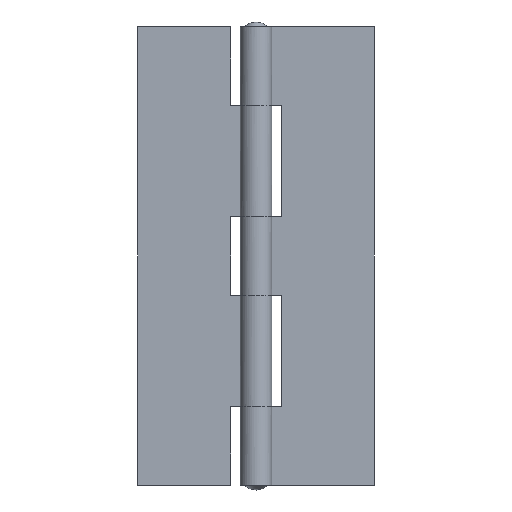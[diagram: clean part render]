
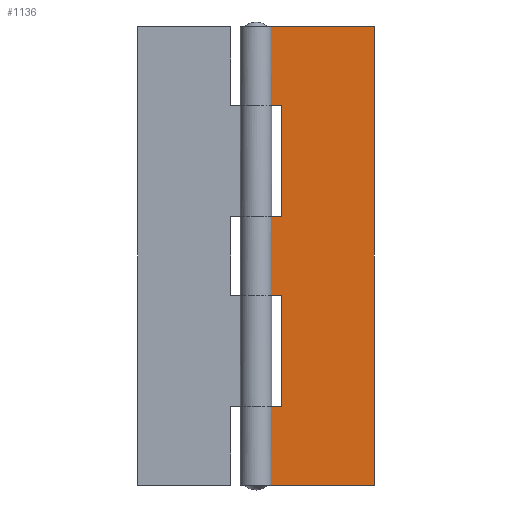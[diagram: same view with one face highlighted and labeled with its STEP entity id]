
A CAD part, front view. The second image highlights one B-rep face of the part: STEP entity #1136.
In plain terms, the highlighted free-form (B-spline) face has degree [1, 1] with [2, 2] control points.
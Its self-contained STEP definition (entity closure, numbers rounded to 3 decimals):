
#777=CARTESIAN_POINT('',(0.,1.2,11.0));
#778=VERTEX_POINT('',#777);
#813=CARTESIAN_POINT('',(0.,1.2,0.0));
#814=VERTEX_POINT('',#813);
#841=CARTESIAN_POINT('',(0.,1.2,11.0));
#842=CARTESIAN_POINT('',(0.,1.2,0.0));
#843=QUASI_UNIFORM_CURVE('',1,(#841,#842),.UNSPECIFIED.,.F.,.U.);
#844=EDGE_CURVE('',#778,#814,#843,.T.);
#907=CARTESIAN_POINT('',(0.,1.2,53.0));
#908=VERTEX_POINT('',#907);
#936=CARTESIAN_POINT('',(0.,1.2,64.0));
#937=VERTEX_POINT('',#936);
#938=CARTESIAN_POINT('',(0.,1.2,64.0));
#939=CARTESIAN_POINT('',(0.,1.2,53.0));
#940=QUASI_UNIFORM_CURVE('',1,(#938,#939),.UNSPECIFIED.,.F.,.U.);
#941=EDGE_CURVE('',#937,#908,#940,.T.);
#999=CARTESIAN_POINT('',(0.,1.2,37.5));
#1000=VERTEX_POINT('',#999);
#1032=CARTESIAN_POINT('',(0.,1.2,26.5));
#1033=VERTEX_POINT('',#1032);
#1061=CARTESIAN_POINT('',(0.,1.2,37.5));
#1062=CARTESIAN_POINT('',(0.,1.2,26.5));
#1063=QUASI_UNIFORM_CURVE('',1,(#1061,#1062),.UNSPECIFIED.,.F.,.U.);
#1064=EDGE_CURVE('',#1000,#1033,#1063,.T.);
#1069=CARTESIAN_POINT('',(-0.824,1.2,67.197));
#1070=CARTESIAN_POINT('',(-0.824,1.2,-3.197));
#1071=CARTESIAN_POINT('',(17.324,1.2,67.197));
#1072=CARTESIAN_POINT('',(17.324,1.2,-3.197));
#1073=B_SPLINE_SURFACE_WITH_KNOTS('',1,1,((#1069,#1071),(#1070,#1072)),.UNSPECIFIED.,.F.,.F.,.U.,(2,2),(2,2),(0.0,70.394),(0.0,18.148),.UNSPECIFIED.);
#1074=CARTESIAN_POINT('',(3.5,1.2,53.0));
#1075=VERTEX_POINT('',#1074);
#1076=CARTESIAN_POINT('',(3.5,1.2,37.5));
#1077=VERTEX_POINT('',#1076);
#1078=CARTESIAN_POINT('',(3.5,1.2,53.0));
#1079=CARTESIAN_POINT('',(3.5,1.2,37.5));
#1080=QUASI_UNIFORM_CURVE('',1,(#1078,#1079),.UNSPECIFIED.,.F.,.U.);
#1081=EDGE_CURVE('',#1075,#1077,#1080,.T.);
#1082=ORIENTED_EDGE('',*,*,#1081,.T.);
#1083=CARTESIAN_POINT('',(3.5,1.2,37.5));
#1084=CARTESIAN_POINT('',(0.,1.2,37.5));
#1085=QUASI_UNIFORM_CURVE('',1,(#1083,#1084),.UNSPECIFIED.,.F.,.U.);
#1086=EDGE_CURVE('',#1077,#1000,#1085,.T.);
#1087=ORIENTED_EDGE('',*,*,#1086,.T.);
#1088=ORIENTED_EDGE('',*,*,#1064,.T.);
#1089=CARTESIAN_POINT('',(3.5,1.2,26.5));
#1090=VERTEX_POINT('',#1089);
#1091=CARTESIAN_POINT('',(0.,1.2,26.5));
#1092=CARTESIAN_POINT('',(3.5,1.2,26.5));
#1093=QUASI_UNIFORM_CURVE('',1,(#1091,#1092),.UNSPECIFIED.,.F.,.U.);
#1094=EDGE_CURVE('',#1033,#1090,#1093,.T.);
#1095=ORIENTED_EDGE('',*,*,#1094,.T.);
#1096=CARTESIAN_POINT('',(3.5,1.2,11.0));
#1097=VERTEX_POINT('',#1096);
#1098=CARTESIAN_POINT('',(3.5,1.2,26.5));
#1099=CARTESIAN_POINT('',(3.5,1.2,11.0));
#1100=QUASI_UNIFORM_CURVE('',1,(#1098,#1099),.UNSPECIFIED.,.F.,.U.);
#1101=EDGE_CURVE('',#1090,#1097,#1100,.T.);
#1102=ORIENTED_EDGE('',*,*,#1101,.T.);
#1103=CARTESIAN_POINT('',(3.5,1.2,11.0));
#1104=CARTESIAN_POINT('',(0.,1.2,11.0));
#1105=QUASI_UNIFORM_CURVE('',1,(#1103,#1104),.UNSPECIFIED.,.F.,.U.);
#1106=EDGE_CURVE('',#1097,#778,#1105,.T.);
#1107=ORIENTED_EDGE('',*,*,#1106,.T.);
#1108=ORIENTED_EDGE('',*,*,#844,.T.);
#1109=CARTESIAN_POINT('',(16.5,1.2,0.0));
#1110=VERTEX_POINT('',#1109);
#1111=CARTESIAN_POINT('',(16.5,1.2,0.0));
#1112=CARTESIAN_POINT('',(0.,1.2,0.0));
#1113=QUASI_UNIFORM_CURVE('',1,(#1111,#1112),.UNSPECIFIED.,.F.,.U.);
#1114=EDGE_CURVE('',#1110,#814,#1113,.T.);
#1115=ORIENTED_EDGE('',*,*,#1114,.F.);
#1116=CARTESIAN_POINT('',(16.5,1.2,64.0));
#1117=VERTEX_POINT('',#1116);
#1118=CARTESIAN_POINT('',(16.5,1.2,64.0));
#1119=CARTESIAN_POINT('',(16.5,1.2,0.0));
#1120=QUASI_UNIFORM_CURVE('',1,(#1118,#1119),.UNSPECIFIED.,.F.,.U.);
#1121=EDGE_CURVE('',#1117,#1110,#1120,.T.);
#1122=ORIENTED_EDGE('',*,*,#1121,.F.);
#1123=CARTESIAN_POINT('',(16.5,1.2,64.0));
#1124=CARTESIAN_POINT('',(0.,1.2,64.0));
#1125=QUASI_UNIFORM_CURVE('',1,(#1123,#1124),.UNSPECIFIED.,.F.,.U.);
#1126=EDGE_CURVE('',#1117,#937,#1125,.T.);
#1127=ORIENTED_EDGE('',*,*,#1126,.T.);
#1128=ORIENTED_EDGE('',*,*,#941,.T.);
#1129=CARTESIAN_POINT('',(0.,1.2,53.0));
#1130=CARTESIAN_POINT('',(3.5,1.2,53.0));
#1131=QUASI_UNIFORM_CURVE('',1,(#1129,#1130),.UNSPECIFIED.,.F.,.U.);
#1132=EDGE_CURVE('',#908,#1075,#1131,.T.);
#1133=ORIENTED_EDGE('',*,*,#1132,.T.);
#1134=EDGE_LOOP('',(#1082,#1087,#1088,#1095,#1102,#1107,#1108,#1115,#1122,#1127,#1128,#1133));
#1135=FACE_OUTER_BOUND('',#1134,.T.);
#1136=ADVANCED_FACE('',(#1135),#1073,.T.);
